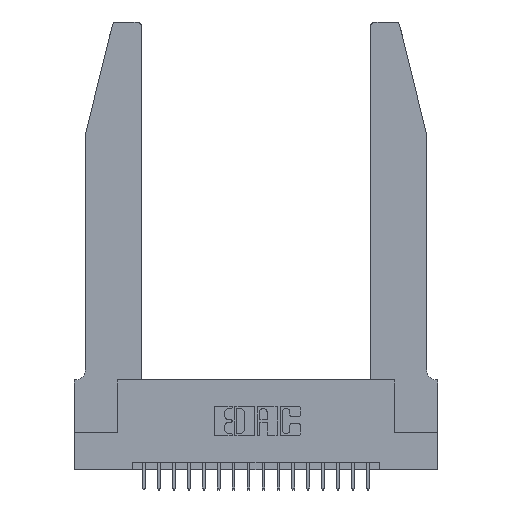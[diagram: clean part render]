
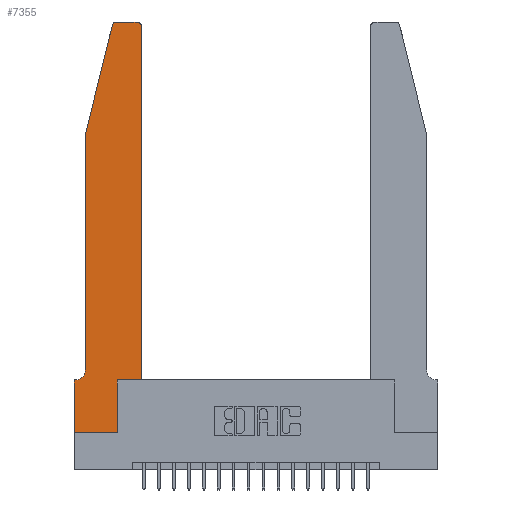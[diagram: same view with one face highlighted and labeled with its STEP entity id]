
A CAD part, top view. The second image highlights one B-rep face of the part: STEP entity #7355.
In plain terms, the highlighted planar face has unit normal (0, 0, 1).
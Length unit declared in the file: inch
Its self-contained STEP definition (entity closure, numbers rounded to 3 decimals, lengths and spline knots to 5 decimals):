
#152 = ORIENTED_EDGE ( 'NONE', *, *, #16212, .T. ) ;
#362 = VERTEX_POINT ( 'NONE', #3236 ) ;
#735 = DIRECTION ( 'NONE',  ( -1., 0., 0. ) ) ;
#915 = ORIENTED_EDGE ( 'NONE', *, *, #12080, .T. ) ;
#957 = VECTOR ( 'NONE', #5152, 39.37008 ) ;
#1070 = CARTESIAN_POINT ( 'NONE',  ( 0., 0., 0.37 ) ) ;
#1105 = CARTESIAN_POINT ( 'NONE',  ( 0.25487, 2.72718, 0.37 ) ) ;
#1229 = EDGE_CURVE ( 'NONE', #9680, #9883, #1445, .T. ) ;
#1233 = CARTESIAN_POINT ( 'NONE',  ( 0.0755, 2., 0.37 ) ) ;
#1445 = LINE ( 'NONE', #7892, #10035 ) ;
#1877 = VERTEX_POINT ( 'NONE', #8696 ) ;
#1981 = CIRCLE ( 'NONE', #15829, 0.03 ) ;
#2486 = CARTESIAN_POINT ( 'NONE',  ( 0.4505, 0.35, 0.37 ) ) ;
#2562 = LINE ( 'NONE', #7331, #16855 ) ;
#2618 = EDGE_CURVE ( 'NONE', #16464, #10831, #2687, .T. ) ;
#2687 = LINE ( 'NONE', #4401, #11987 ) ;
#2770 = EDGE_CURVE ( 'NONE', #20849, #8391, #16925, .T. ) ;
#3204 = CARTESIAN_POINT ( 'NONE',  ( 0.4205, 2.72, 0.37 ) ) ;
#3236 = CARTESIAN_POINT ( 'NONE',  ( 0.2865, 0.35, 0.37 ) ) ;
#3419 = DIRECTION ( 'NONE',  ( 1., 0., 0. ) ) ;
#3628 = PLANE ( 'NONE',  #14362 ) ;
#4349 = VERTEX_POINT ( 'NONE', #15245 ) ;
#4401 = CARTESIAN_POINT ( 'NONE',  ( 0.0755, 2., 0.37 ) ) ;
#4691 = DIRECTION ( 'NONE',  ( 0., -1., 0. ) ) ;
#4712 = VERTEX_POINT ( 'NONE', #10578 ) ;
#4983 = DIRECTION ( 'NONE',  ( -1., 0., 0. ) ) ;
#5152 = DIRECTION ( 'NONE',  ( 1., 0., 0. ) ) ;
#5339 = ORIENTED_EDGE ( 'NONE', *, *, #2618, .T. ) ;
#5574 = DIRECTION ( 'NONE',  ( 0., 1., 0. ) ) ;
#5744 = EDGE_CURVE ( 'NONE', #16969, #16464, #1981, .T. ) ;
#5961 = DIRECTION ( 'NONE',  ( 0., 1., 0. ) ) ;
#6985 = CIRCLE ( 'NONE', #7653, 0.07 ) ;
#7331 = CARTESIAN_POINT ( 'NONE',  ( 0.2865, 0.35, 0.37 ) ) ;
#7355 = ADVANCED_FACE ( 'NONE', ( #9986 ), #3628, .T. ) ;
#7406 = ORIENTED_EDGE ( 'NONE', *, *, #17135, .T. ) ;
#7653 = AXIS2_PLACEMENT_3D ( 'NONE', #8765, #15236, #735 ) ;
#7892 = CARTESIAN_POINT ( 'NONE',  ( 0., 0., 0.37 ) ) ;
#8068 = LINE ( 'NONE', #20882, #16163 ) ;
#8391 = VERTEX_POINT ( 'NONE', #15433 ) ;
#8512 = DIRECTION ( 'NONE',  ( 0., -1., 0. ) ) ;
#8696 = CARTESIAN_POINT ( 'NONE',  ( 0.0755, 0.42, 0.37 ) ) ;
#8765 = CARTESIAN_POINT ( 'NONE',  ( 0.0055, 0.42, 0.37 ) ) ;
#8933 = DIRECTION ( 'NONE',  ( -0.239, -0.971, 0. ) ) ;
#8961 = EDGE_CURVE ( 'NONE', #362, #4349, #13640, .T. ) ;
#9455 = ORIENTED_EDGE ( 'NONE', *, *, #13310, .T. ) ;
#9669 = DIRECTION ( 'NONE',  ( 0., 0., 1. ) ) ;
#9680 = VERTEX_POINT ( 'NONE', #11643 ) ;
#9883 = VERTEX_POINT ( 'NONE', #1070 ) ;
#9986 = FACE_OUTER_BOUND ( 'NONE', #15204, .T. ) ;
#10035 = VECTOR ( 'NONE', #8512, 39.37008 ) ;
#10578 = CARTESIAN_POINT ( 'NONE',  ( 0.2865, 0., 0.37 ) ) ;
#10648 = LINE ( 'NONE', #2486, #11046 ) ;
#10831 = VERTEX_POINT ( 'NONE', #1233 ) ;
#10960 = VECTOR ( 'NONE', #18803, 39.37008 ) ;
#11046 = VECTOR ( 'NONE', #5574, 39.37008 ) ;
#11340 = ORIENTED_EDGE ( 'NONE', *, *, #15431, .T. ) ;
#11538 = EDGE_CURVE ( 'NONE', #1877, #11859, #6985, .T. ) ;
#11643 = CARTESIAN_POINT ( 'NONE',  ( 0., 0.35, 0.37 ) ) ;
#11859 = VERTEX_POINT ( 'NONE', #14176 ) ;
#11874 = CARTESIAN_POINT ( 'NONE',  ( 0., 0.35, 0.37 ) ) ;
#11987 = VECTOR ( 'NONE', #8933, 39.37008 ) ;
#12080 = EDGE_CURVE ( 'NONE', #4349, #20849, #10648, .T. ) ;
#12099 = ORIENTED_EDGE ( 'NONE', *, *, #1229, .T. ) ;
#12113 = ORIENTED_EDGE ( 'NONE', *, *, #14093, .T. ) ;
#13092 = CARTESIAN_POINT ( 'NONE',  ( 0., 0., 0.37 ) ) ;
#13310 = EDGE_CURVE ( 'NONE', #9883, #4712, #19548, .T. ) ;
#13640 = LINE ( 'NONE', #20305, #10960 ) ;
#13983 = CARTESIAN_POINT ( 'NONE',  ( 0.284, 2.75, 0.37 ) ) ;
#14093 = EDGE_CURVE ( 'NONE', #4712, #362, #2562, .T. ) ;
#14096 = LINE ( 'NONE', #16201, #19595 ) ;
#14176 = CARTESIAN_POINT ( 'NONE',  ( 0.0055, 0.35, 0.37 ) ) ;
#14362 = AXIS2_PLACEMENT_3D ( 'NONE', #11874, #14750, #3419 ) ;
#14750 = DIRECTION ( 'NONE',  ( 0., 0., 1. ) ) ;
#15204 = EDGE_LOOP ( 'NONE', ( #152, #20799, #5339, #11340, #18869, #7406, #12099, #9455, #12113, #16289, #915, #19578 ) ) ;
#15236 = DIRECTION ( 'NONE',  ( 0., 0., -1. ) ) ;
#15245 = CARTESIAN_POINT ( 'NONE',  ( 0.4505, 0.35, 0.37 ) ) ;
#15298 = DIRECTION ( 'NONE',  ( 0., 0., 1. ) ) ;
#15399 = CARTESIAN_POINT ( 'NONE',  ( 0.284, 2.72, 0.37 ) ) ;
#15431 = EDGE_CURVE ( 'NONE', #10831, #1877, #8068, .T. ) ;
#15433 = CARTESIAN_POINT ( 'NONE',  ( 0.4205, 2.75, 0.37 ) ) ;
#15829 = AXIS2_PLACEMENT_3D ( 'NONE', #15399, #15298, #18463 ) ;
#16127 = DIRECTION ( 'NONE',  ( 1., 0., 0. ) ) ;
#16163 = VECTOR ( 'NONE', #4691, 39.37008 ) ;
#16201 = CARTESIAN_POINT ( 'NONE',  ( 0.0755, 0.35, 0.37 ) ) ;
#16212 = EDGE_CURVE ( 'NONE', #8391, #16969, #16453, .T. ) ;
#16289 = ORIENTED_EDGE ( 'NONE', *, *, #8961, .T. ) ;
#16346 = CARTESIAN_POINT ( 'NONE',  ( 0.2605, 2.75, 0.37 ) ) ;
#16453 = LINE ( 'NONE', #16346, #17194 ) ;
#16464 = VERTEX_POINT ( 'NONE', #1105 ) ;
#16855 = VECTOR ( 'NONE', #5961, 39.37008 ) ;
#16925 = CIRCLE ( 'NONE', #19291, 0.03 ) ;
#16969 = VERTEX_POINT ( 'NONE', #13983 ) ;
#17135 = EDGE_CURVE ( 'NONE', #11859, #9680, #14096, .T. ) ;
#17194 = VECTOR ( 'NONE', #18143, 39.37008 ) ;
#18143 = DIRECTION ( 'NONE',  ( -1., 0., 0. ) ) ;
#18463 = DIRECTION ( 'NONE',  ( 1., 0., 0. ) ) ;
#18803 = DIRECTION ( 'NONE',  ( 1., 0., 0. ) ) ;
#18869 = ORIENTED_EDGE ( 'NONE', *, *, #11538, .T. ) ;
#19291 = AXIS2_PLACEMENT_3D ( 'NONE', #3204, #9669, #16127 ) ;
#19548 = LINE ( 'NONE', #13092, #957 ) ;
#19578 = ORIENTED_EDGE ( 'NONE', *, *, #2770, .T. ) ;
#19595 = VECTOR ( 'NONE', #4983, 39.37008 ) ;
#20305 = CARTESIAN_POINT ( 'NONE',  ( 0.4505, 0.35, 0.37 ) ) ;
#20799 = ORIENTED_EDGE ( 'NONE', *, *, #5744, .T. ) ;
#20849 = VERTEX_POINT ( 'NONE', #20862 ) ;
#20862 = CARTESIAN_POINT ( 'NONE',  ( 0.4505, 2.72, 0.37 ) ) ;
#20882 = CARTESIAN_POINT ( 'NONE',  ( 0.0755, 2., 0.37 ) ) ;
